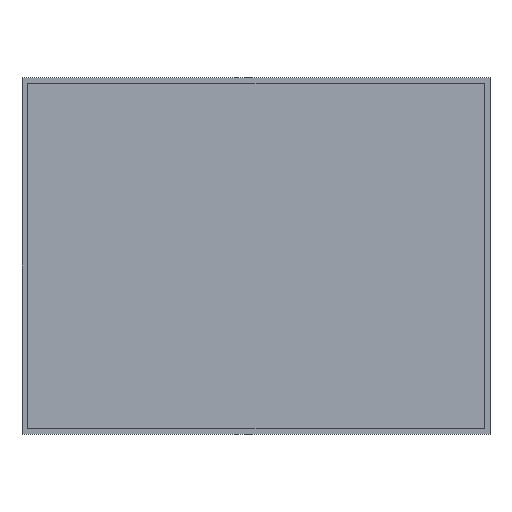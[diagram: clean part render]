
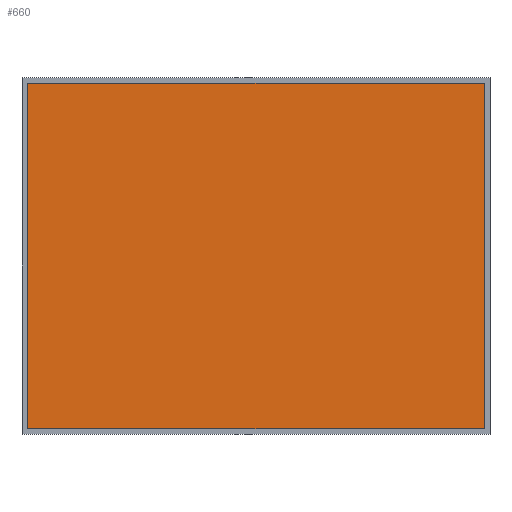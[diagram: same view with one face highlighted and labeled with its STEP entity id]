
A CAD part, top view. The second image highlights one B-rep face of the part: STEP entity #660.
In plain terms, the highlighted planar face has unit normal (0, 0, 1).
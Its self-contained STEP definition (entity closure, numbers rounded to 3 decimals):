
#359 = PLANE('',#360);
#360 = AXIS2_PLACEMENT_3D('',#361,#362,#363);
#361 = CARTESIAN_POINT('',(-10.25,7.75,0.82));
#362 = DIRECTION('',(1.,0.,0.));
#363 = DIRECTION('',(0.,-1.,0.));
#387 = PLANE('',#388);
#388 = AXIS2_PLACEMENT_3D('',#389,#390,#391);
#389 = CARTESIAN_POINT('',(10.25,7.75,0.82));
#390 = DIRECTION('',(0.,-1.,0.));
#391 = DIRECTION('',(-1.,0.,0.));
#415 = PLANE('',#416);
#416 = AXIS2_PLACEMENT_3D('',#417,#418,#419);
#417 = CARTESIAN_POINT('',(10.25,-7.75,0.82));
#418 = DIRECTION('',(-1.,0.,0.));
#419 = DIRECTION('',(0.,1.,0.));
#441 = PLANE('',#442);
#442 = AXIS2_PLACEMENT_3D('',#443,#444,#445);
#443 = CARTESIAN_POINT('',(-10.25,-7.75,0.82));
#444 = DIRECTION('',(0.,1.,0.));
#445 = DIRECTION('',(1.,0.,0.));
#464 = VERTEX_POINT('',#465);
#465 = CARTESIAN_POINT('',(-10.25,7.75,2.6));
#486 = EDGE_CURVE('',#464,#487,#489,.T.);
#487 = VERTEX_POINT('',#488);
#488 = CARTESIAN_POINT('',(-10.25,-7.75,2.6));
#489 = SURFACE_CURVE('',#490,(#494,#501),.PCURVE_S1.);
#490 = LINE('',#491,#492);
#491 = CARTESIAN_POINT('',(-10.25,7.75,2.6));
#492 = VECTOR('',#493,1.);
#493 = DIRECTION('',(0.,-1.,0.));
#494 = PCURVE('',#359,#495);
#495 = DEFINITIONAL_REPRESENTATION('',(#496),#500);
#496 = LINE('',#497,#498);
#497 = CARTESIAN_POINT('',(0.,-1.78));
#498 = VECTOR('',#499,1.);
#499 = DIRECTION('',(1.,0.));
#500 = ( GEOMETRIC_REPRESENTATION_CONTEXT(2) 
PARAMETRIC_REPRESENTATION_CONTEXT() REPRESENTATION_CONTEXT('2D SPACE',''
  ) );
#501 = PCURVE('',#502,#507);
#502 = PLANE('',#503);
#503 = AXIS2_PLACEMENT_3D('',#504,#505,#506);
#504 = CARTESIAN_POINT('',(0.,0.,2.6));
#505 = DIRECTION('',(0.,0.,1.));
#506 = DIRECTION('',(1.,0.,0.));
#507 = DEFINITIONAL_REPRESENTATION('',(#508),#512);
#508 = LINE('',#509,#510);
#509 = CARTESIAN_POINT('',(-10.25,7.75));
#510 = VECTOR('',#511,1.);
#511 = DIRECTION('',(0.,-1.));
#512 = ( GEOMETRIC_REPRESENTATION_CONTEXT(2) 
PARAMETRIC_REPRESENTATION_CONTEXT() REPRESENTATION_CONTEXT('2D SPACE',''
  ) );
#540 = EDGE_CURVE('',#487,#541,#543,.T.);
#541 = VERTEX_POINT('',#542);
#542 = CARTESIAN_POINT('',(10.25,-7.75,2.6));
#543 = SURFACE_CURVE('',#544,(#548,#555),.PCURVE_S1.);
#544 = LINE('',#545,#546);
#545 = CARTESIAN_POINT('',(-10.25,-7.75,2.6));
#546 = VECTOR('',#547,1.);
#547 = DIRECTION('',(1.,0.,0.));
#548 = PCURVE('',#441,#549);
#549 = DEFINITIONAL_REPRESENTATION('',(#550),#554);
#550 = LINE('',#551,#552);
#551 = CARTESIAN_POINT('',(0.,-1.78));
#552 = VECTOR('',#553,1.);
#553 = DIRECTION('',(1.,0.));
#554 = ( GEOMETRIC_REPRESENTATION_CONTEXT(2) 
PARAMETRIC_REPRESENTATION_CONTEXT() REPRESENTATION_CONTEXT('2D SPACE',''
  ) );
#555 = PCURVE('',#502,#556);
#556 = DEFINITIONAL_REPRESENTATION('',(#557),#561);
#557 = LINE('',#558,#559);
#558 = CARTESIAN_POINT('',(-10.25,-7.75));
#559 = VECTOR('',#560,1.);
#560 = DIRECTION('',(1.,0.));
#561 = ( GEOMETRIC_REPRESENTATION_CONTEXT(2) 
PARAMETRIC_REPRESENTATION_CONTEXT() REPRESENTATION_CONTEXT('2D SPACE',''
  ) );
#589 = EDGE_CURVE('',#541,#590,#592,.T.);
#590 = VERTEX_POINT('',#591);
#591 = CARTESIAN_POINT('',(10.25,7.75,2.6));
#592 = SURFACE_CURVE('',#593,(#597,#604),.PCURVE_S1.);
#593 = LINE('',#594,#595);
#594 = CARTESIAN_POINT('',(10.25,-7.75,2.6));
#595 = VECTOR('',#596,1.);
#596 = DIRECTION('',(0.,1.,0.));
#597 = PCURVE('',#415,#598);
#598 = DEFINITIONAL_REPRESENTATION('',(#599),#603);
#599 = LINE('',#600,#601);
#600 = CARTESIAN_POINT('',(0.,-1.78));
#601 = VECTOR('',#602,1.);
#602 = DIRECTION('',(1.,0.));
#603 = ( GEOMETRIC_REPRESENTATION_CONTEXT(2) 
PARAMETRIC_REPRESENTATION_CONTEXT() REPRESENTATION_CONTEXT('2D SPACE',''
  ) );
#604 = PCURVE('',#502,#605);
#605 = DEFINITIONAL_REPRESENTATION('',(#606),#610);
#606 = LINE('',#607,#608);
#607 = CARTESIAN_POINT('',(10.25,-7.75));
#608 = VECTOR('',#609,1.);
#609 = DIRECTION('',(0.,1.));
#610 = ( GEOMETRIC_REPRESENTATION_CONTEXT(2) 
PARAMETRIC_REPRESENTATION_CONTEXT() REPRESENTATION_CONTEXT('2D SPACE',''
  ) );
#638 = EDGE_CURVE('',#590,#464,#639,.T.);
#639 = SURFACE_CURVE('',#640,(#644,#651),.PCURVE_S1.);
#640 = LINE('',#641,#642);
#641 = CARTESIAN_POINT('',(10.25,7.75,2.6));
#642 = VECTOR('',#643,1.);
#643 = DIRECTION('',(-1.,0.,0.));
#644 = PCURVE('',#387,#645);
#645 = DEFINITIONAL_REPRESENTATION('',(#646),#650);
#646 = LINE('',#647,#648);
#647 = CARTESIAN_POINT('',(0.,-1.78));
#648 = VECTOR('',#649,1.);
#649 = DIRECTION('',(1.,0.));
#650 = ( GEOMETRIC_REPRESENTATION_CONTEXT(2) 
PARAMETRIC_REPRESENTATION_CONTEXT() REPRESENTATION_CONTEXT('2D SPACE',''
  ) );
#651 = PCURVE('',#502,#652);
#652 = DEFINITIONAL_REPRESENTATION('',(#653),#657);
#653 = LINE('',#654,#655);
#654 = CARTESIAN_POINT('',(10.25,7.75));
#655 = VECTOR('',#656,1.);
#656 = DIRECTION('',(-1.,0.));
#657 = ( GEOMETRIC_REPRESENTATION_CONTEXT(2) 
PARAMETRIC_REPRESENTATION_CONTEXT() REPRESENTATION_CONTEXT('2D SPACE',''
  ) );
#660 = ADVANCED_FACE('',(#661),#502,.T.);
#661 = FACE_BOUND('',#662,.T.);
#662 = EDGE_LOOP('',(#663,#664,#665,#666));
#663 = ORIENTED_EDGE('',*,*,#486,.T.);
#664 = ORIENTED_EDGE('',*,*,#540,.T.);
#665 = ORIENTED_EDGE('',*,*,#589,.T.);
#666 = ORIENTED_EDGE('',*,*,#638,.T.);
